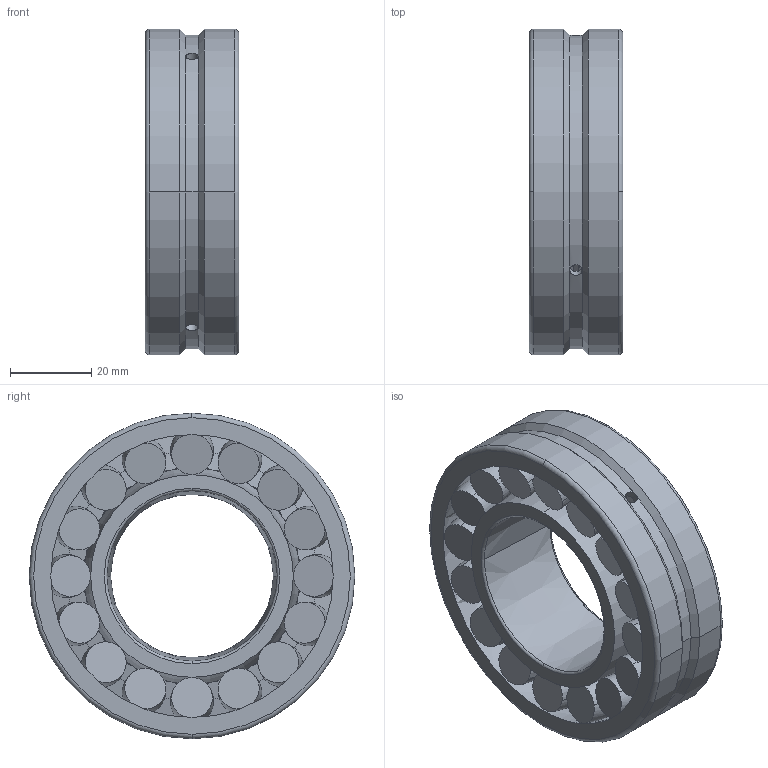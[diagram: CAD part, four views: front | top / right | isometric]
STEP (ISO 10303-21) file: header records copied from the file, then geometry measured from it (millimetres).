
FILE_DESCRIPTION(('STEP AP214'),'1');
FILE_NAME('SKF_bearing_22208_EK_2.stp','2024-02-29T12:29:06',('TraceParts'),('TraceParts S.A.'),'Spatial InterOp 3D',' ',' ');
FILE_SCHEMA(('AUTOMOTIVE_DESIGN { 1 0 10303 214 1 1 1 1 }'));
Length unit declared in the file: millimetre
Products named in the file (1): SKF_bearing_22208_EK_2_1
Bounding box: 23 x 80 x 80 mm (x, y, z)
Volume: 60068.4 mm3; surface area: 35461.1 mm2
Topology: 4 solids, 4 shells, 238 faces, 638 edges, 461 vertices
Faces by surface type: torus 146, plane 68, cylinder 16, cone 6, sphere 2
Entity records: 11774 total; most frequent: CARTESIAN_POINT 5646, DIRECTION 1331, ORIENTED_EDGE 1268, AXIS2_PLACEMENT_3D 656, EDGE_CURVE 634, VERTEX_POINT 461, CIRCLE 414, EDGE_LOOP 309
